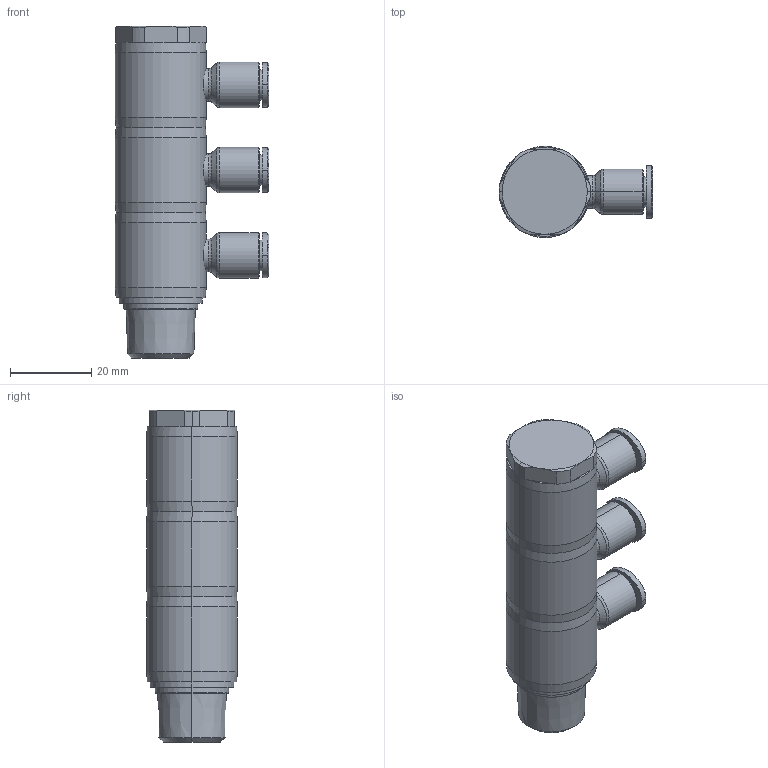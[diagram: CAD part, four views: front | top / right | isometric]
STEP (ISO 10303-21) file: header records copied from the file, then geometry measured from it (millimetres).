
FILE_DESCRIPTION((''),'2;1');
FILE_NAME('GPH_0603(3)(3D).stp','2012-12-20T16:26:04',(''),(''),'Mechanical Desktop.R8.0.24.0','Mechanical Desktop.R8.0.24.0',', , ');
FILE_SCHEMA(('CONFIG_CONTROL_DESIGN'));
Length unit declared in the file: millimetre
Products named in the file (2): GPH_0603(3)(3D); 睡ヶ1
Assembly tree (1 placements, depth 2):
  GPH_0603(3)(3D)
    睡ヶ1
Bounding box: 37.9 x 22.4 x 81.8 mm (x, y, z)
Volume: 25167.5 mm3; surface area: 11892.5 mm2
Topology: 1 solids, 1 shells, 754 faces, 2041 edges, 1330 vertices
Faces by surface type: plane 527, bspline 96, cylinder 77, cone 48, torus 6
Entity records: 26309 total; most frequent: CARTESIAN_POINT 7368, ORIENTED_EDGE 4078, DIRECTION 3692, EDGE_CURVE 2039, VECTOR 1616, LINE 1616, VERTEX_POINT 1330, AXIS2_PLACEMENT_3D 1038
